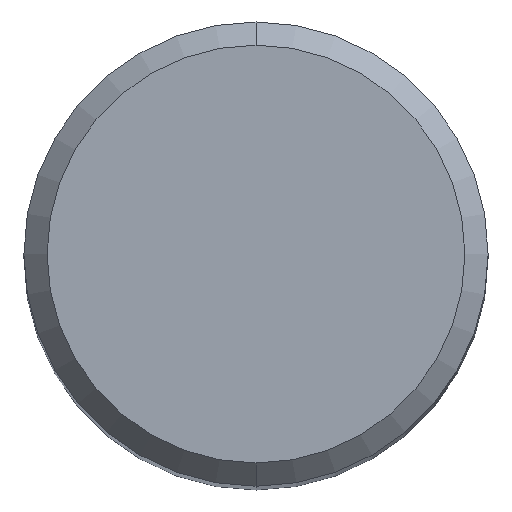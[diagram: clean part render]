
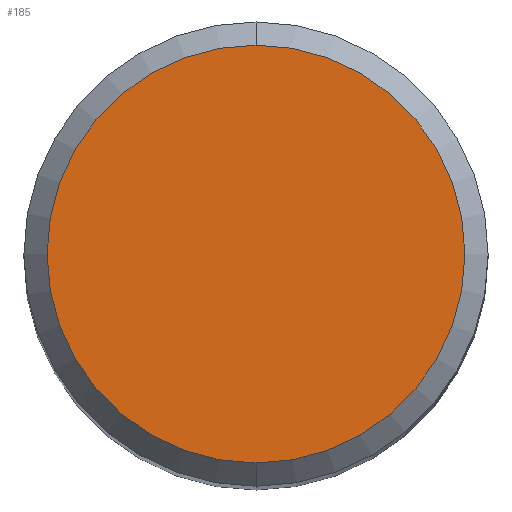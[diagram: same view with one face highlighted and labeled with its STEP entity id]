
A CAD part, top view. The second image highlights one B-rep face of the part: STEP entity #185.
In plain terms, the highlighted planar face has unit normal (0, 0, 1).
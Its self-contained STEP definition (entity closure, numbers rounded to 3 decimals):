
#185=ADVANCED_FACE('',(#376),#377,.T.);
#221=EDGE_CURVE('',#255,#241,#421,.T.);
#223=EDGE_CURVE('',#241,#255,#423,.T.);
#241=VERTEX_POINT('',#442);
#255=VERTEX_POINT('',#458);
#376=FACE_OUTER_BOUND('',#594,.T.);
#377=PLANE('',#595);
#421=CIRCLE('',#654,7.2);
#423=CIRCLE('',#657,7.2);
#442=CARTESIAN_POINT('',(0.,-7.2,0.0));
#458=CARTESIAN_POINT('',(0.0,7.2,0.0));
#594=EDGE_LOOP('',(#832,#833));
#595=AXIS2_PLACEMENT_3D('',#834,#835,#836);
#654=AXIS2_PLACEMENT_3D('',#908,#909,#910);
#657=AXIS2_PLACEMENT_3D('',#911,#912,#913);
#832=ORIENTED_EDGE('',*,*,#221,.F.);
#833=ORIENTED_EDGE('',*,*,#223,.F.);
#834=CARTESIAN_POINT('',(0.0,3.6,0.0));
#835=DIRECTION('',(-0.0,0.0,1.0));
#836=DIRECTION('',(0.0,-1.0,0.0));
#908=CARTESIAN_POINT('',(0.0,0.0,0.0));
#909=DIRECTION('',(0.0,0.0,-1.0));
#910=DIRECTION('',(0.0,1.0,0.0));
#911=CARTESIAN_POINT('',(0.0,0.0,0.0));
#912=DIRECTION('',(0.0,0.0,-1.0));
#913=DIRECTION('',(0.0,1.0,0.0));
